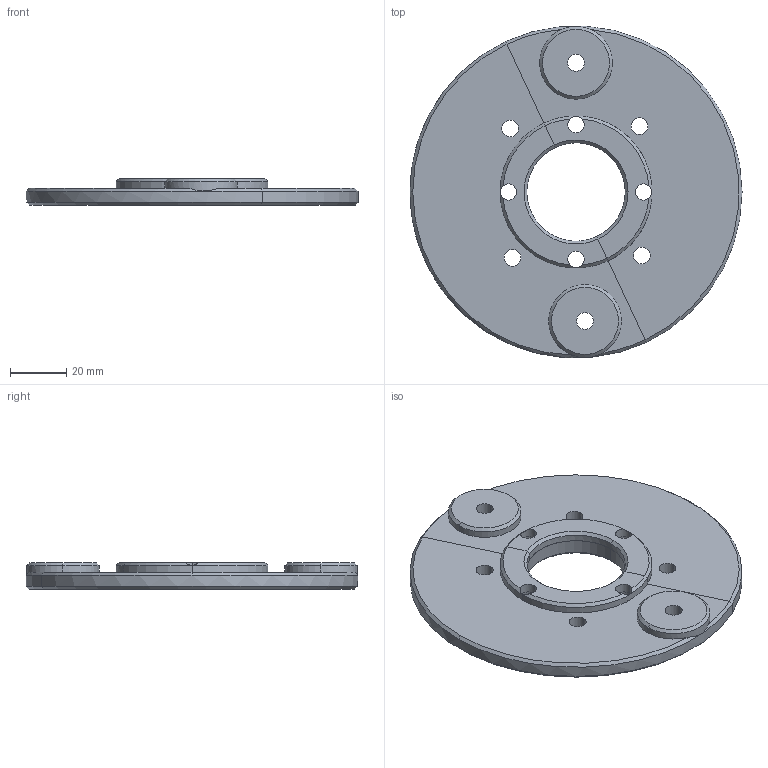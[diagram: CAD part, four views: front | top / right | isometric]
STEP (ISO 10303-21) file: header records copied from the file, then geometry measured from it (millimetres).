
FILE_DESCRIPTION (( 'STEP AP214' ), '1' );
FILE_NAME ('GoKart Adaptor Hub Aligner 46deg.STEP', '2023-09-03T23:51:40', ( '' ), ( '' ), 'SwSTEP 2.0', 'SolidWorks 2022', '' );
FILE_SCHEMA (( 'AUTOMOTIVE_DESIGN' ));
Length unit declared in the file: millimetre
Products named in the file (1): GoKart Adaptor Hub Aligner 46deg
Bounding box: 118 x 117.75 x 9.4 mm (x, y, z)
Volume: 65074 mm3; surface area: 28063.8 mm2
Topology: 4 solids, 4 shells, 81 faces, 224 edges, 147 vertices
Faces by surface type: cylinder 44, cone 19, plane 18
Entity records: 2847 total; most frequent: CARTESIAN_POINT 558, DIRECTION 499, ORIENTED_EDGE 448, EDGE_CURVE 224, AXIS2_PLACEMENT_3D 201, VERTEX_POINT 147, CIRCLE 119, EDGE_LOOP 105
